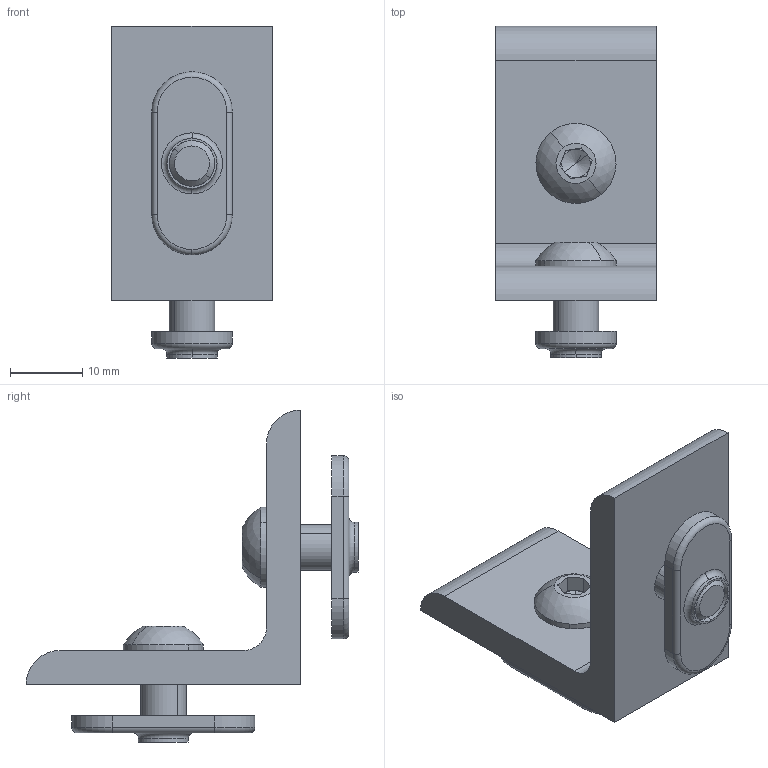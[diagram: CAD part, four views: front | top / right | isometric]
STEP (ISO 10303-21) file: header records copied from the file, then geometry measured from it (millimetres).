
FILE_DESCRIPTION (( 'STEP AP203' ), '1' );
FILE_NAME ('653056.SLDASM.step', '2003-10-13T11:21:37', ( 'Jerry Winters' ), ( 'GoEngineer' ), 'SwSTEP 2.0', 'SolidWorks 2003174', '' );
FILE_SCHEMA (( 'CONFIG_CONTROL_DESIGN' ));
Length unit declared in the file: inch
Products named in the file (6): 653056.SLDASM; 651171; 651163; 651021; Socket Button Head Cap Screw_AI_SBHCSCREW 0.25-20x0.5-HX-C; Inside Corner Brackets (STD)_653056
Assembly tree (6 placements, depth 4):
  653056.SLDASM
    651171  x2
      651021
        Socket Button Head Cap Screw_AI_SBHCSCREW 0.25-20x0.5-HX-C
      651163
    Inside Corner Brackets (STD)_653056
Bounding box: 22.23 x 46.04 x 46.04 mm (x, y, z)
Volume: 9361.1 mm3; surface area: 6399 mm2
Topology: 5 solids, 5 shells, 101 faces, 227 edges, 138 vertices
Faces by surface type: plane 46, cylinder 33, torus 10, cone 8, sphere 4
Entity records: 2292 total; most frequent: DIRECTION 326, CARTESIAN_POINT 276, ORIENTED_EDGE 256, AXIS2_PLACEMENT_3D 130, EDGE_CURVE 128, VERTEX_POINT 80, EDGE_LOOP 66, LINE 66
